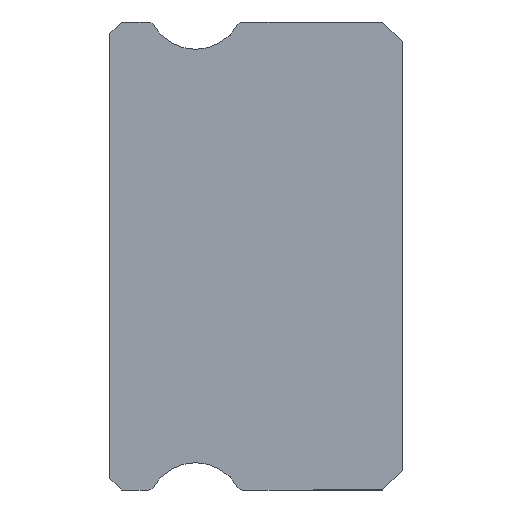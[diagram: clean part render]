
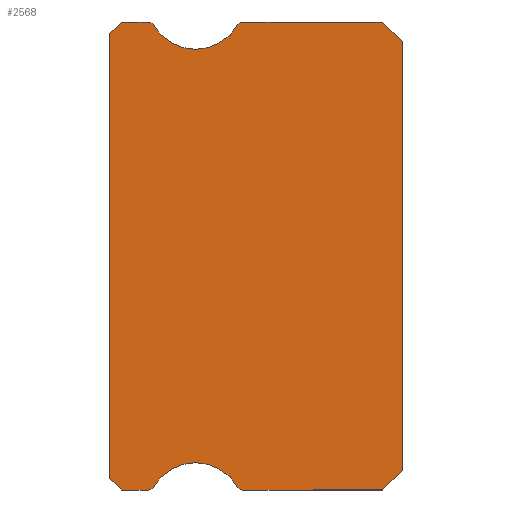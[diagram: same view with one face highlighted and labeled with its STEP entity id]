
A CAD part, left-side view. The second image highlights one B-rep face of the part: STEP entity #2568.
In plain terms, the highlighted planar face has unit normal (-1, 0, 0).
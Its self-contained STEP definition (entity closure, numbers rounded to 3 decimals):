
#37 = VECTOR ( 'NONE', #5138, 1000. ) ;
#47 = VERTEX_POINT ( 'NONE', #4985 ) ;
#68 = ORIENTED_EDGE ( 'NONE', *, *, #3428, .F. ) ;
#77 = EDGE_CURVE ( 'NONE', #4539, #4039, #1667, .T. ) ;
#172 = LINE ( 'NONE', #2035, #1412 ) ;
#183 = CARTESIAN_POINT ( 'NONE',  ( -10., 7.5, 5.7 ) ) ;
#251 = CARTESIAN_POINT ( 'NONE',  ( -10., 5.3, -6.55 ) ) ;
#296 = CIRCLE ( 'NONE', #3644, 1.25 ) ;
#337 = FACE_OUTER_BOUND ( 'NONE', #2947, .T. ) ;
#396 = CARTESIAN_POINT ( 'NONE',  ( -10., 7.5, 5.85 ) ) ;
#449 = ORIENTED_EDGE ( 'NONE', *, *, #6053, .T. ) ;
#452 = DIRECTION ( 'NONE',  ( -1., 0., 0. ) ) ;
#467 = ORIENTED_EDGE ( 'NONE', *, *, #77, .F. ) ;
#505 = VECTOR ( 'NONE', #2609, 1000. ) ;
#528 = CARTESIAN_POINT ( 'NONE',  ( -10., 0., -5.5 ) ) ;
#553 = EDGE_CURVE ( 'NONE', #5669, #4681, #2635, .T. ) ;
#557 = DIRECTION ( 'NONE',  ( 0., 0.707, -0.707 ) ) ;
#598 = DIRECTION ( 'NONE',  ( 0., -0.707, -0.707 ) ) ;
#646 = VERTEX_POINT ( 'NONE', #4528 ) ;
#725 = AXIS2_PLACEMENT_3D ( 'NONE', #1096, #4455, #5343 ) ;
#788 = ORIENTED_EDGE ( 'NONE', *, *, #5532, .T. ) ;
#831 = CARTESIAN_POINT ( 'NONE',  ( -10., 7.2, 6. ) ) ;
#955 = VERTEX_POINT ( 'NONE', #2170 ) ;
#986 = VERTEX_POINT ( 'NONE', #1367 ) ;
#1059 = EDGE_CURVE ( 'NONE', #4481, #1344, #172, .T. ) ;
#1096 = CARTESIAN_POINT ( 'NONE',  ( -10., 6.512, -5.85 ) ) ;
#1227 = LINE ( 'NONE', #5439, #4060 ) ;
#1229 = DIRECTION ( 'NONE',  ( 0., 0.707, -0.707 ) ) ;
#1251 = VERTEX_POINT ( 'NONE', #4186 ) ;
#1344 = VERTEX_POINT ( 'NONE', #2912 ) ;
#1367 = CARTESIAN_POINT ( 'NONE',  ( -10., 0.5, -6. ) ) ;
#1386 = CARTESIAN_POINT ( 'NONE',  ( -10., 0., 5.5 ) ) ;
#1403 = VECTOR ( 'NONE', #4113, 1000. ) ;
#1412 = VECTOR ( 'NONE', #2374, 1000. ) ;
#1457 = VECTOR ( 'NONE', #557, 1000. ) ;
#1476 = EDGE_CURVE ( 'NONE', #4039, #1251, #2658, .T. ) ;
#1501 = EDGE_CURVE ( 'NONE', #2832, #47, #2979, .T. ) ;
#1511 = EDGE_CURVE ( 'NONE', #3231, #2511, #1844, .T. ) ;
#1513 = VERTEX_POINT ( 'NONE', #5232 ) ;
#1515 = ORIENTED_EDGE ( 'NONE', *, *, #4655, .F. ) ;
#1579 = DIRECTION ( 'NONE',  ( 0., 0., -1. ) ) ;
#1595 = DIRECTION ( 'NONE',  ( 0., 0., -1. ) ) ;
#1625 = ORIENTED_EDGE ( 'NONE', *, *, #1476, .F. ) ;
#1667 = CIRCLE ( 'NONE', #5108, 0.15 ) ;
#1669 = EDGE_CURVE ( 'NONE', #47, #1513, #1806, .T. ) ;
#1688 = LINE ( 'NONE', #3567, #1875 ) ;
#1712 = ORIENTED_EDGE ( 'NONE', *, *, #4579, .F. ) ;
#1725 = PLANE ( 'NONE',  #3818 ) ;
#1734 = ORIENTED_EDGE ( 'NONE', *, *, #3508, .F. ) ;
#1747 = DIRECTION ( 'NONE',  ( -1., 0., 0. ) ) ;
#1806 = CIRCLE ( 'NONE', #4944, 1.25 ) ;
#1844 = LINE ( 'NONE', #1959, #37 ) ;
#1875 = VECTOR ( 'NONE', #1229, 1000. ) ;
#1914 = CARTESIAN_POINT ( 'NONE',  ( -10., 7.5, -5.7 ) ) ;
#1916 = ORIENTED_EDGE ( 'NONE', *, *, #5659, .F. ) ;
#1941 = CARTESIAN_POINT ( 'NONE',  ( -10., 6.512, 6. ) ) ;
#1959 = CARTESIAN_POINT ( 'NONE',  ( -10., 0., 5.5 ) ) ;
#2034 = DIRECTION ( 'NONE',  ( 1., 0., 0. ) ) ;
#2035 = CARTESIAN_POINT ( 'NONE',  ( -10., 6.512, -6. ) ) ;
#2084 = DIRECTION ( 'NONE',  ( 0., 1., 0. ) ) ;
#2104 = ORIENTED_EDGE ( 'NONE', *, *, #1501, .F. ) ;
#2115 = CARTESIAN_POINT ( 'NONE',  ( -10., 0.5, 6. ) ) ;
#2165 = ORIENTED_EDGE ( 'NONE', *, *, #553, .F. ) ;
#2170 = CARTESIAN_POINT ( 'NONE',  ( -10., 6.383, 5.925 ) ) ;
#2276 = DIRECTION ( 'NONE',  ( 0., 0., -1. ) ) ;
#2322 = ORIENTED_EDGE ( 'NONE', *, *, #4489, .F. ) ;
#2354 = VERTEX_POINT ( 'NONE', #4895 ) ;
#2374 = DIRECTION ( 'NONE',  ( 0., -1., 0. ) ) ;
#2511 = VERTEX_POINT ( 'NONE', #1386 ) ;
#2568 = ADVANCED_FACE ( 'NONE', ( #337 ), #1725, .F. ) ;
#2569 = LINE ( 'NONE', #2115, #5620 ) ;
#2609 = DIRECTION ( 'NONE',  ( 0., 0., 1. ) ) ;
#2635 = LINE ( 'NONE', #396, #505 ) ;
#2658 = LINE ( 'NONE', #4576, #1403 ) ;
#2698 = DIRECTION ( 'NONE',  ( 0., 1., 0. ) ) ;
#2761 = AXIS2_PLACEMENT_3D ( 'NONE', #5584, #452, #5162 ) ;
#2832 = VERTEX_POINT ( 'NONE', #3761 ) ;
#2912 = CARTESIAN_POINT ( 'NONE',  ( -10., 6.512, -6. ) ) ;
#2947 = EDGE_LOOP ( 'NONE', ( #6060, #2165, #788, #5517, #3187, #5663, #2104, #1712, #1916, #5873, #1515, #1625, #467, #68, #1734, #2322, #449 ) ) ;
#2979 = CIRCLE ( 'NONE', #4169, 0.15 ) ;
#2984 = DIRECTION ( 'NONE',  ( -1., 0., 0. ) ) ;
#3187 = ORIENTED_EDGE ( 'NONE', *, *, #5031, .F. ) ;
#3231 = VERTEX_POINT ( 'NONE', #528 ) ;
#3239 = LINE ( 'NONE', #3269, #1457 ) ;
#3269 = CARTESIAN_POINT ( 'NONE',  ( -10., 0., -5.5 ) ) ;
#3428 = EDGE_CURVE ( 'NONE', #646, #4539, #296, .T. ) ;
#3464 = CIRCLE ( 'NONE', #725, 0.15 ) ;
#3466 = CARTESIAN_POINT ( 'NONE',  ( -10., 4.217, 5.925 ) ) ;
#3472 = EDGE_CURVE ( 'NONE', #2354, #4681, #1688, .T. ) ;
#3488 = CARTESIAN_POINT ( 'NONE',  ( -10., 7.2, -6. ) ) ;
#3508 = EDGE_CURVE ( 'NONE', #955, #646, #5416, .T. ) ;
#3567 = CARTESIAN_POINT ( 'NONE',  ( -10., 7.5, 5.7 ) ) ;
#3570 = AXIS2_PLACEMENT_3D ( 'NONE', #5730, #5275, #3955 ) ;
#3601 = CARTESIAN_POINT ( 'NONE',  ( -10., 6.512, 5.85 ) ) ;
#3644 = AXIS2_PLACEMENT_3D ( 'NONE', #5836, #1747, #4031 ) ;
#3761 = CARTESIAN_POINT ( 'NONE',  ( -10., 4.088, -6. ) ) ;
#3818 = AXIS2_PLACEMENT_3D ( 'NONE', #3601, #4986, #4526 ) ;
#3955 = DIRECTION ( 'NONE',  ( 0., 0., -1. ) ) ;
#4031 = DIRECTION ( 'NONE',  ( 0., 0., -1. ) ) ;
#4039 = VERTEX_POINT ( 'NONE', #6034 ) ;
#4050 = VERTEX_POINT ( 'NONE', #1941 ) ;
#4060 = VECTOR ( 'NONE', #2084, 1000. ) ;
#4113 = DIRECTION ( 'NONE',  ( 0., -1., 0. ) ) ;
#4169 = AXIS2_PLACEMENT_3D ( 'NONE', #4782, #2034, #1579 ) ;
#4186 = CARTESIAN_POINT ( 'NONE',  ( -10., 0.5, 6. ) ) ;
#4455 = DIRECTION ( 'NONE',  ( 1., 0., 0. ) ) ;
#4481 = VERTEX_POINT ( 'NONE', #5367 ) ;
#4489 = EDGE_CURVE ( 'NONE', #4050, #955, #5528, .T. ) ;
#4526 = DIRECTION ( 'NONE',  ( 0., 0., -1. ) ) ;
#4528 = CARTESIAN_POINT ( 'NONE',  ( -10., 5.3, 5.3 ) ) ;
#4539 = VERTEX_POINT ( 'NONE', #3466 ) ;
#4576 = CARTESIAN_POINT ( 'NONE',  ( -10., 6.512, 6. ) ) ;
#4579 = EDGE_CURVE ( 'NONE', #986, #2832, #1227, .T. ) ;
#4609 = VECTOR ( 'NONE', #598, 1000. ) ;
#4655 = EDGE_CURVE ( 'NONE', #1251, #2511, #2569, .T. ) ;
#4676 = DIRECTION ( 'NONE',  ( 1., 0., 0. ) ) ;
#4681 = VERTEX_POINT ( 'NONE', #183 ) ;
#4782 = CARTESIAN_POINT ( 'NONE',  ( -10., 4.088, -5.85 ) ) ;
#4895 = CARTESIAN_POINT ( 'NONE',  ( -10., 7.2, 6. ) ) ;
#4944 = AXIS2_PLACEMENT_3D ( 'NONE', #251, #2984, #1595 ) ;
#4985 = CARTESIAN_POINT ( 'NONE',  ( -10., 4.217, -5.925 ) ) ;
#4986 = DIRECTION ( 'NONE',  ( 1., 0., 0. ) ) ;
#5031 = EDGE_CURVE ( 'NONE', #1513, #1344, #3464, .T. ) ;
#5049 = LINE ( 'NONE', #831, #5992 ) ;
#5075 = CARTESIAN_POINT ( 'NONE',  ( -10., 4.088, 5.85 ) ) ;
#5108 = AXIS2_PLACEMENT_3D ( 'NONE', #5075, #4676, #2276 ) ;
#5138 = DIRECTION ( 'NONE',  ( 0., 0., 1. ) ) ;
#5162 = DIRECTION ( 'NONE',  ( 0., 0., -1. ) ) ;
#5232 = CARTESIAN_POINT ( 'NONE',  ( -10., 6.383, -5.925 ) ) ;
#5275 = DIRECTION ( 'NONE',  ( 1., 0., 0. ) ) ;
#5299 = LINE ( 'NONE', #3488, #4609 ) ;
#5317 = DIRECTION ( 'NONE',  ( 0., -0.707, -0.707 ) ) ;
#5343 = DIRECTION ( 'NONE',  ( 0., 0., -1. ) ) ;
#5367 = CARTESIAN_POINT ( 'NONE',  ( -10., 7.2, -6. ) ) ;
#5416 = CIRCLE ( 'NONE', #2761, 1.25 ) ;
#5439 = CARTESIAN_POINT ( 'NONE',  ( -10., 6.512, -6. ) ) ;
#5517 = ORIENTED_EDGE ( 'NONE', *, *, #1059, .T. ) ;
#5528 = CIRCLE ( 'NONE', #3570, 0.15 ) ;
#5532 = EDGE_CURVE ( 'NONE', #5669, #4481, #5299, .T. ) ;
#5584 = CARTESIAN_POINT ( 'NONE',  ( -10., 5.3, 6.55 ) ) ;
#5620 = VECTOR ( 'NONE', #5317, 1000. ) ;
#5659 = EDGE_CURVE ( 'NONE', #3231, #986, #3239, .T. ) ;
#5663 = ORIENTED_EDGE ( 'NONE', *, *, #1669, .F. ) ;
#5669 = VERTEX_POINT ( 'NONE', #1914 ) ;
#5730 = CARTESIAN_POINT ( 'NONE',  ( -10., 6.512, 5.85 ) ) ;
#5836 = CARTESIAN_POINT ( 'NONE',  ( -10., 5.3, 6.55 ) ) ;
#5873 = ORIENTED_EDGE ( 'NONE', *, *, #1511, .T. ) ;
#5992 = VECTOR ( 'NONE', #2698, 1000. ) ;
#6034 = CARTESIAN_POINT ( 'NONE',  ( -10., 4.088, 6. ) ) ;
#6053 = EDGE_CURVE ( 'NONE', #4050, #2354, #5049, .T. ) ;
#6060 = ORIENTED_EDGE ( 'NONE', *, *, #3472, .T. ) ;
